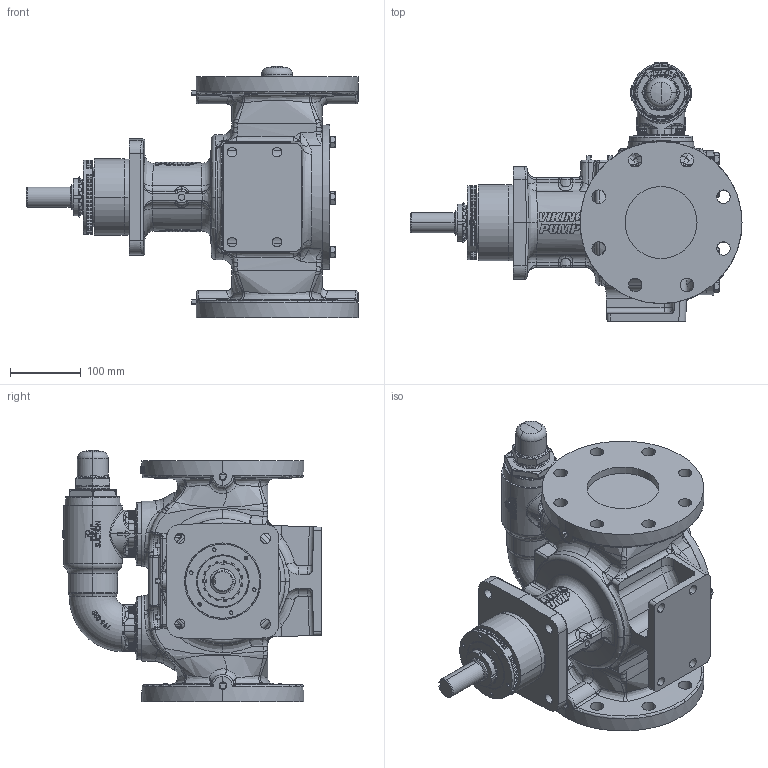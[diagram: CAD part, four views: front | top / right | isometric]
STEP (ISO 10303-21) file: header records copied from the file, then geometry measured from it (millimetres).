
FILE_DESCRIPTION (( 'STEP AP214' ), '1' );
FILE_NAME ('KE4195.STEP', '2017-02-20T22:17:28', ( '' ), ( '' ), 'SwSTEP 2.0', 'SolidWorks 2016', '' );
FILE_SCHEMA (( 'AUTOMOTIVE_DESIGN' ));
Length unit declared in the file: inch
Products named in the file (1): KE4195
Bounding box: 468.63 x 366.22 x 354.46 mm (x, y, z)
Volume: 12565568.2 mm3; surface area: 657035.3 mm2
Topology: 1 solids, 1 shells, 3224 faces, 8265 edges, 5111 vertices
Faces by surface type: plane 992, bspline 958, cylinder 764, cone 304, torus 172, sphere 34
Entity records: 210507 total; most frequent: CARTESIAN_POINT 124086, ORIENTED_EDGE 16334, DIRECTION 11884, EDGE_CURVE 8167, VERTEX_POINT 5111, AXIS2_PLACEMENT_3D 4735, EDGE_LOOP 3448, ADVANCED_FACE 3224
